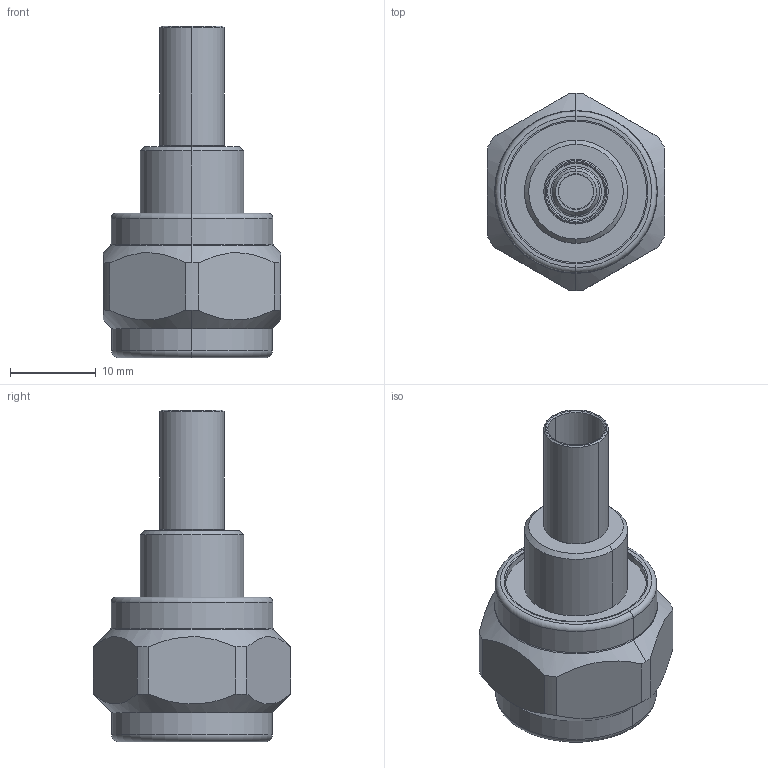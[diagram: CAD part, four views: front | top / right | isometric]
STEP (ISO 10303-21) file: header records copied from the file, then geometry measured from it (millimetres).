
FILE_DESCRIPTION (( 'STEP AP214' ), '1' );
FILE_NAME ('R161.075.030 B.STEP', '2013-02-12T08:54:31', ( 'adminRadiall' ), ( 'Microsoft' ), 'SwSTEP 2.0', 'SolidWorks 2011', '' );
FILE_SCHEMA (( 'AUTOMOTIVE_DESIGN' ));
Length unit declared in the file: millimetre
Products named in the file (1): R161.075.030 B
Bounding box: 20.62 x 23 x 38.55 mm (x, y, z)
Volume: 4491.6 mm3; surface area: 4110.3 mm2
Topology: 1 solids, 1 shells, 158 faces, 378 edges, 232 vertices
Faces by surface type: cylinder 56, cone 40, plane 34, torus 28
Entity records: 4874 total; most frequent: CARTESIAN_POINT 1109, DIRECTION 824, ORIENTED_EDGE 756, EDGE_CURVE 378, AXIS2_PLACEMENT_3D 339, VERTEX_POINT 232, CIRCLE 180, EDGE_LOOP 168
